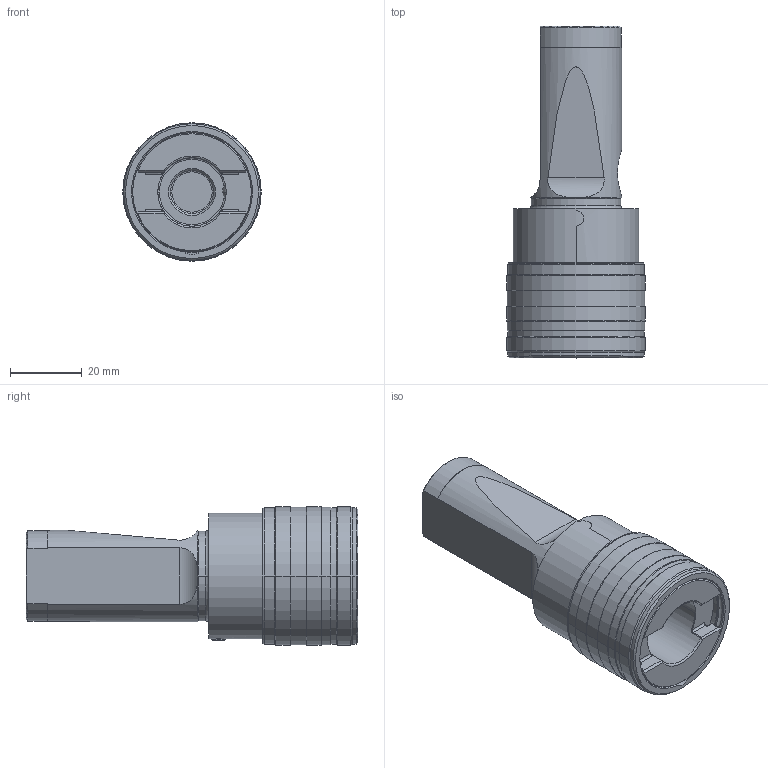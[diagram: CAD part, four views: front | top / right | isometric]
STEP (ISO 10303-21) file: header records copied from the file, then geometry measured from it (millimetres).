
FILE_DESCRIPTION((''),'2;1');
FILE_NAME('32400-INC1','2021-06-21T11:10:33',('046'),(''),'CREO PARAMETRIC BY PTC INC, 2019352','CREO PARAMETRIC BY PTC INC, 2019352','');
FILE_SCHEMA(('CONFIG_CONTROL_DESIGN'));
Length unit declared in the file: millimetre
Products named in the file (1): 32400-INC1
Bounding box: 38.5 x 92.3 x 38.5 mm (x, y, z)
Volume: 61298.2 mm3; surface area: 13609.2 mm2
Topology: 1 solids, 1 shells, 155 faces, 409 edges, 247 vertices
Faces by surface type: plane 48, cylinder 48, cone 38, torus 15, bspline 4, sphere 2
Entity records: 6068 total; most frequent: CARTESIAN_POINT 2311, ORIENTED_EDGE 802, DIRECTION 760, EDGE_CURVE 401, AXIS2_PLACEMENT_3D 296, VERTEX_POINT 245, VECTOR 168, LINE 168
